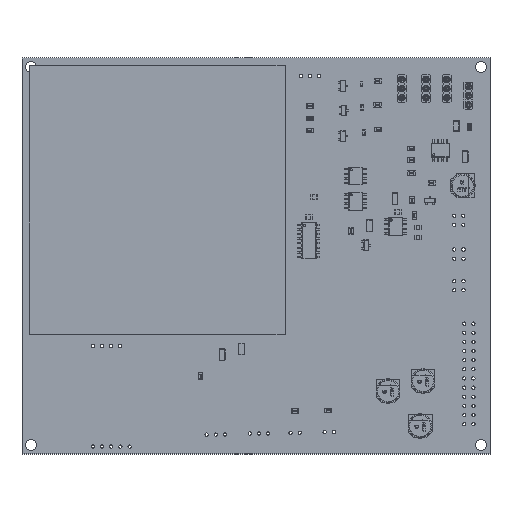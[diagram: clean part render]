
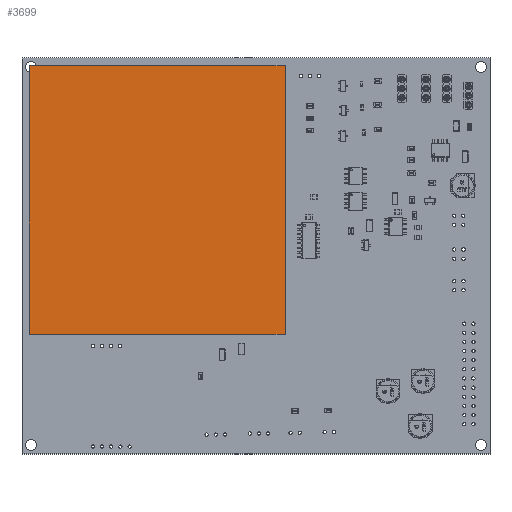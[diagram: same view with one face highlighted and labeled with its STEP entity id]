
A CAD part, top view. The second image highlights one B-rep face of the part: STEP entity #3699.
In plain terms, the highlighted planar face has unit normal (0, 0, 1).
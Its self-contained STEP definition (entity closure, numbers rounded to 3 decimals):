
#3570 = VERTEX_POINT('',#3571);
#3571 = CARTESIAN_POINT('',(-35.5,37.25,1.5));
#3577 = EDGE_CURVE('',#3570,#3578,#3580,.T.);
#3578 = VERTEX_POINT('',#3579);
#3579 = CARTESIAN_POINT('',(35.5,37.25,1.5));
#3580 = LINE('',#3581,#3582);
#3581 = CARTESIAN_POINT('',(-35.5,37.25,1.5));
#3582 = VECTOR('',#3583,1.);
#3583 = DIRECTION('',(1.,0.,0.));
#3608 = EDGE_CURVE('',#3578,#3609,#3611,.T.);
#3609 = VERTEX_POINT('',#3610);
#3610 = CARTESIAN_POINT('',(35.5,-37.25,1.5));
#3611 = LINE('',#3612,#3613);
#3612 = CARTESIAN_POINT('',(35.5,37.25,1.5));
#3613 = VECTOR('',#3614,1.);
#3614 = DIRECTION('',(0.,-1.,0.));
#3639 = EDGE_CURVE('',#3609,#3640,#3642,.T.);
#3640 = VERTEX_POINT('',#3641);
#3641 = CARTESIAN_POINT('',(-35.5,-37.25,1.5));
#3642 = LINE('',#3643,#3644);
#3643 = CARTESIAN_POINT('',(35.5,-37.25,1.5));
#3644 = VECTOR('',#3645,1.);
#3645 = DIRECTION('',(-1.,0.,0.));
#3670 = EDGE_CURVE('',#3640,#3570,#3671,.T.);
#3671 = LINE('',#3672,#3673);
#3672 = CARTESIAN_POINT('',(-35.5,-37.25,1.5));
#3673 = VECTOR('',#3674,1.);
#3674 = DIRECTION('',(0.,1.,0.));
#3699 = ADVANCED_FACE('',(#3700),#3706,.T.);
#3700 = FACE_BOUND('',#3701,.F.);
#3701 = EDGE_LOOP('',(#3702,#3703,#3704,#3705));
#3702 = ORIENTED_EDGE('',*,*,#3577,.T.);
#3703 = ORIENTED_EDGE('',*,*,#3608,.T.);
#3704 = ORIENTED_EDGE('',*,*,#3639,.T.);
#3705 = ORIENTED_EDGE('',*,*,#3670,.T.);
#3706 = PLANE('',#3707);
#3707 = AXIS2_PLACEMENT_3D('',#3708,#3709,#3710);
#3708 = CARTESIAN_POINT('',(-35.5,37.25,1.5));
#3709 = DIRECTION('',(0.,0.,1.));
#3710 = DIRECTION('',(1.,0.,0.));
